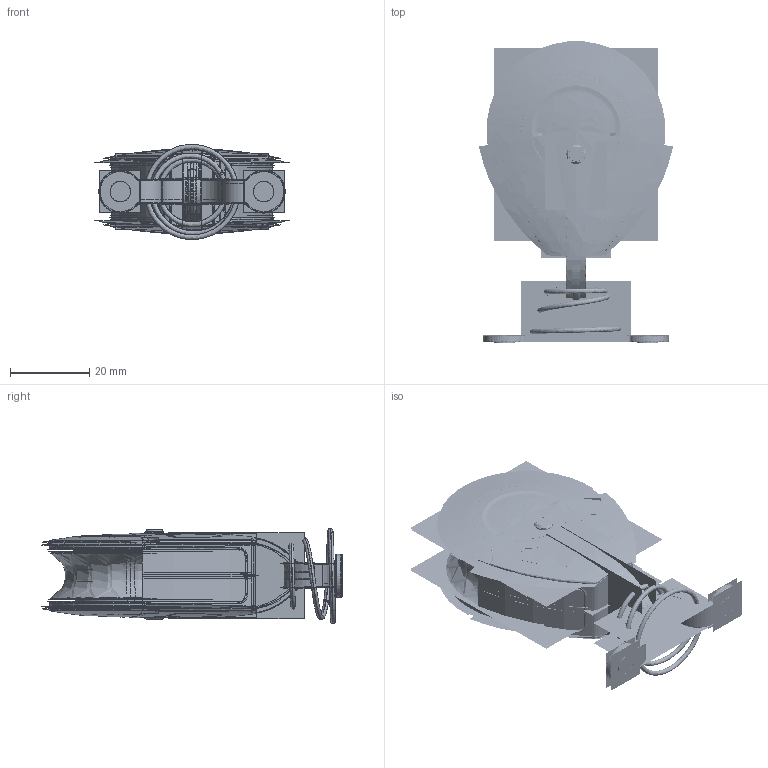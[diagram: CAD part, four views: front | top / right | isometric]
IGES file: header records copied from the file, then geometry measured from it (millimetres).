
Start section:  PTC IGES file: a20401slz.igs
Global section: file name: a20401slz.igs; native system: Creo Parametric by PTC Inc.; preprocessor: 2022414; author: Student; organization: Unknown; date: 20230518.093528; units: millimetre
Bounding box: 49.08 x 76.18 x 24.04 mm (x, y, z)
Surface area: 135094.9 mm2 (no closed solid volume)
Topology: 0 solids, 0 shells, 3430 faces, 48512 edges, 63068 vertices
Faces by surface type: bspline 1702, revolution 1312, extrusion 416
